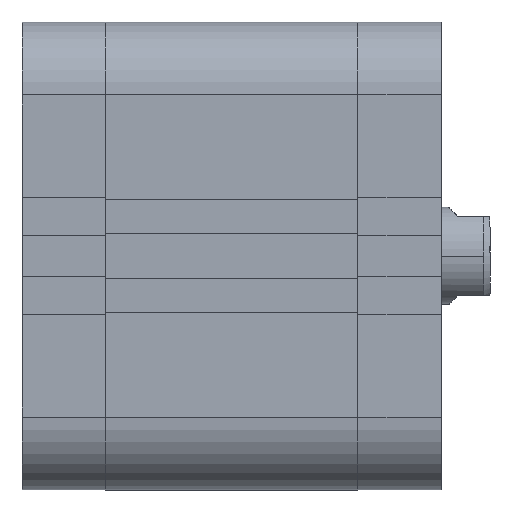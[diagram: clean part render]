
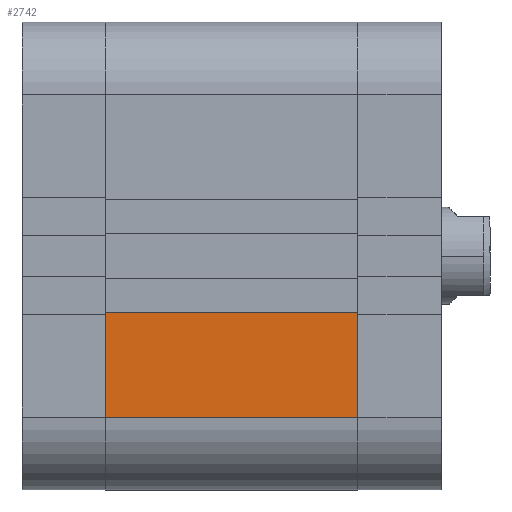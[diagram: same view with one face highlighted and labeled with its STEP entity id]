
A CAD part, front view. The second image highlights one B-rep face of the part: STEP entity #2742.
In plain terms, the highlighted planar face has unit normal (0, -1, 0).
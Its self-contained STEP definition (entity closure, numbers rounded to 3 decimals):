
#1550 = LINE ( 'NONE', #1738, #36424 ) ;
#1738 = CARTESIAN_POINT ( 'NONE',  ( 41.5, -38.5, -26.5 ) ) ;
#2077 = DIRECTION ( 'NONE',  ( 0., 0., 1. ) ) ;
#2742 = ADVANCED_FACE ( 'NONE', ( #17404 ), #14015, .F. ) ;
#5385 = VERTEX_POINT ( 'NONE', #29548 ) ;
#5483 = DIRECTION ( 'NONE',  ( 0., 1., 0. ) ) ;
#5732 = LINE ( 'NONE', #16919, #10056 ) ;
#6961 = DIRECTION ( 'NONE',  ( 0., 0., -1. ) ) ;
#7218 = EDGE_CURVE ( 'NONE', #31878, #5385, #5732, .T. ) ;
#9242 = LINE ( 'NONE', #32925, #25750 ) ;
#10026 = CARTESIAN_POINT ( 'NONE',  ( 0., -38.5, -26.5 ) ) ;
#10056 = VECTOR ( 'NONE', #31902, 1000. ) ;
#11426 = CARTESIAN_POINT ( 'NONE',  ( 41.5, -38.5, -38.5 ) ) ;
#11458 = ORIENTED_EDGE ( 'NONE', *, *, #28958, .T. ) ;
#12680 = AXIS2_PLACEMENT_3D ( 'NONE', #25565, #5483, #2077 ) ;
#13107 = DIRECTION ( 'NONE',  ( 1., 0., 0. ) ) ;
#13608 = CARTESIAN_POINT ( 'NONE',  ( 41.5, -38.5, -9.3 ) ) ;
#14015 = PLANE ( 'NONE',  #12680 ) ;
#16919 = CARTESIAN_POINT ( 'NONE',  ( 41.501, -38.5, -9.3 ) ) ;
#17404 = FACE_OUTER_BOUND ( 'NONE', #17952, .T. ) ;
#17952 = EDGE_LOOP ( 'NONE', ( #26674, #11458, #35362, #37439 ) ) ;
#19748 = LINE ( 'NONE', #11426, #27693 ) ;
#20380 = CARTESIAN_POINT ( 'NONE',  ( 41.5, -38.5, -26.5 ) ) ;
#23961 = VERTEX_POINT ( 'NONE', #20380 ) ;
#24825 = EDGE_CURVE ( 'NONE', #31791, #23961, #1550, .T. ) ;
#25565 = CARTESIAN_POINT ( 'NONE',  ( 41.5, -38.5, -38.5 ) ) ;
#25750 = VECTOR ( 'NONE', #6961, 1000. ) ;
#26674 = ORIENTED_EDGE ( 'NONE', *, *, #7218, .T. ) ;
#27693 = VECTOR ( 'NONE', #31328, 1000. ) ;
#28958 = EDGE_CURVE ( 'NONE', #5385, #31791, #9242, .T. ) ;
#29548 = CARTESIAN_POINT ( 'NONE',  ( 0., -38.5, -9.3 ) ) ;
#31328 = DIRECTION ( 'NONE',  ( 0., 0., -1. ) ) ;
#31791 = VERTEX_POINT ( 'NONE', #10026 ) ;
#31878 = VERTEX_POINT ( 'NONE', #13608 ) ;
#31902 = DIRECTION ( 'NONE',  ( -1., 0., 0. ) ) ;
#32884 = EDGE_CURVE ( 'NONE', #31878, #23961, #19748, .T. ) ;
#32925 = CARTESIAN_POINT ( 'NONE',  ( 0., -38.5, -38.5 ) ) ;
#35362 = ORIENTED_EDGE ( 'NONE', *, *, #24825, .T. ) ;
#36424 = VECTOR ( 'NONE', #13107, 1000. ) ;
#37439 = ORIENTED_EDGE ( 'NONE', *, *, #32884, .F. ) ;
